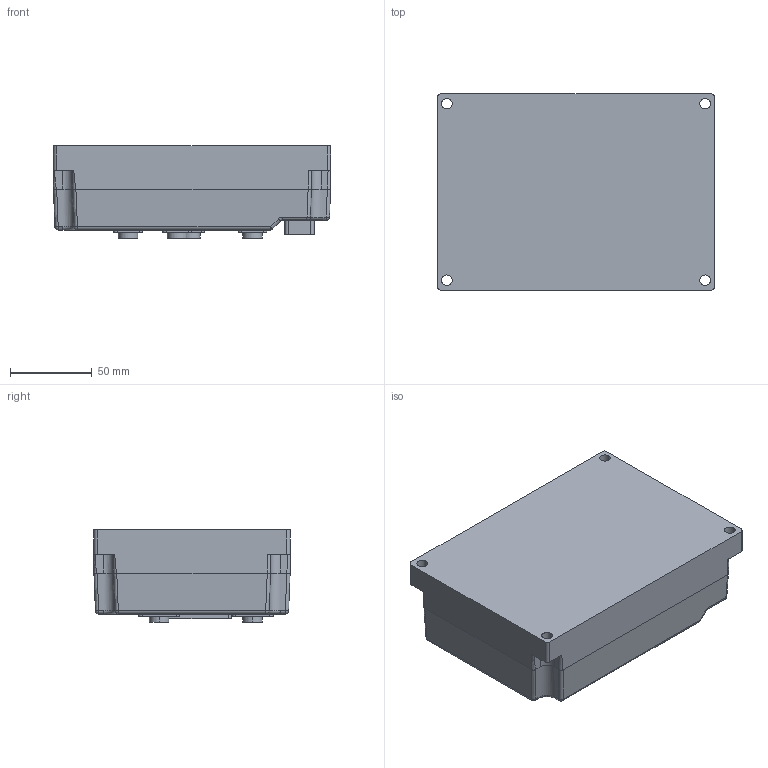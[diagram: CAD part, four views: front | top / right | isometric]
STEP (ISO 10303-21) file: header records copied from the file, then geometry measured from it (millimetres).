
FILE_DESCRIPTION (( 'STEP AP203' ), '1' );
FILE_NAME ('VEC200.STEP', '2017-03-11T11:56:05', ( 'DASHUO' ), ( 'Microsoft' ), 'SwSTEP 2.0', 'SolidWorks 2013', '' );
FILE_SCHEMA (( 'CONFIG_CONTROL_DESIGN' ));
Length unit declared in the file: millimetre
Products named in the file (1): VEC200
Bounding box: 169.5 x 120 x 56.5 mm (x, y, z)
Volume: 1000417.9 mm3; surface area: 76490.9 mm2
Topology: 1 solids, 1 shells, 501 faces, 1248 edges, 808 vertices
Faces by surface type: plane 329, cylinder 92, bspline 46, cone 24, sphere 10
Entity records: 17108 total; most frequent: CARTESIAN_POINT 5336, ORIENTED_EDGE 2472, DIRECTION 2238, EDGE_CURVE 1236, LINE 906, VECTOR 906, VERTEX_POINT 808, AXIS2_PLACEMENT_3D 666
